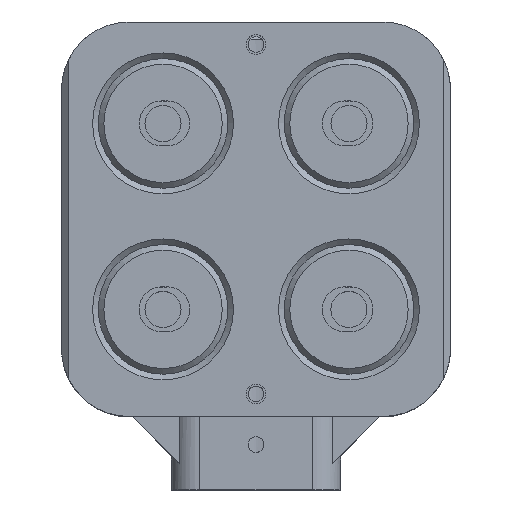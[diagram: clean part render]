
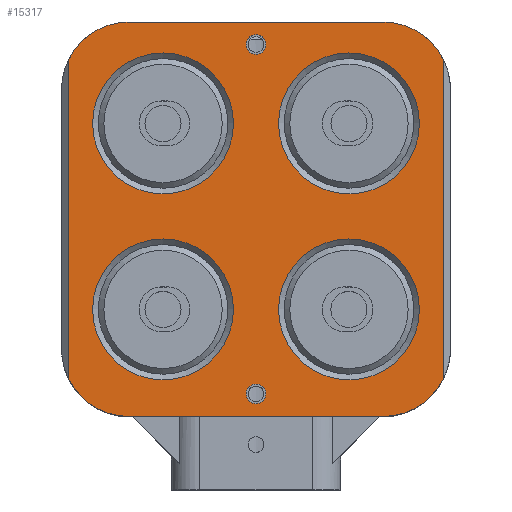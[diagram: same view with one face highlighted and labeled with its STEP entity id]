
A CAD part, top view. The second image highlights one B-rep face of the part: STEP entity #15317.
In plain terms, the highlighted planar face has unit normal (0, 0, 1).
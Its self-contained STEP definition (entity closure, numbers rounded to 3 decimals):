
#1322=FACE_BOUND('',#2730,.T.);
#1323=FACE_BOUND('',#2731,.T.);
#1324=FACE_BOUND('',#2732,.T.);
#1325=FACE_BOUND('',#2733,.T.);
#1326=FACE_BOUND('',#2734,.T.);
#1327=FACE_BOUND('',#2735,.T.);
#1452=PLANE('',#16231);
#1844=FACE_OUTER_BOUND('',#2729,.T.);
#2729=EDGE_LOOP('',(#10561,#10562,#10563,#10564,#10565,#10566,#10567,#10568));
#2730=EDGE_LOOP('',(#10569));
#2731=EDGE_LOOP('',(#10570));
#2732=EDGE_LOOP('',(#10571));
#2733=EDGE_LOOP('',(#10572));
#2734=EDGE_LOOP('',(#10573));
#2735=EDGE_LOOP('',(#10574));
#3744=LINE('',#20009,#5046);
#3745=LINE('',#20013,#5047);
#3746=LINE('',#20017,#5048);
#3747=LINE('',#20020,#5049);
#5046=VECTOR('',#17082,10.);
#5047=VECTOR('',#17085,10.);
#5048=VECTOR('',#17088,10.);
#5049=VECTOR('',#17091,10.);
#6340=CIRCLE('',#16212,12.5);
#6343=CIRCLE('',#16217,12.5);
#6346=CIRCLE('',#16222,12.5);
#6349=CIRCLE('',#16227,12.5);
#6352=CIRCLE('',#16232,12.);
#6353=CIRCLE('',#16233,12.);
#6354=CIRCLE('',#16234,12.);
#6355=CIRCLE('',#16235,12.);
#6356=CIRCLE('',#16236,1.75);
#6357=CIRCLE('',#16237,1.75);
#6588=VERTEX_POINT('',#19965);
#6591=VERTEX_POINT('',#19975);
#6594=VERTEX_POINT('',#19985);
#6597=VERTEX_POINT('',#19995);
#6600=VERTEX_POINT('',#20005);
#6601=VERTEX_POINT('',#20006);
#6602=VERTEX_POINT('',#20008);
#6603=VERTEX_POINT('',#20010);
#6604=VERTEX_POINT('',#20012);
#6605=VERTEX_POINT('',#20014);
#6606=VERTEX_POINT('',#20016);
#6607=VERTEX_POINT('',#20018);
#6608=VERTEX_POINT('',#20021);
#6609=VERTEX_POINT('',#20023);
#8155=EDGE_CURVE('',#6588,#6588,#6340,.T.);
#8160=EDGE_CURVE('',#6591,#6591,#6343,.T.);
#8165=EDGE_CURVE('',#6594,#6594,#6346,.T.);
#8170=EDGE_CURVE('',#6597,#6597,#6349,.T.);
#8175=EDGE_CURVE('',#6600,#6601,#6352,.T.);
#8176=EDGE_CURVE('',#6601,#6602,#3744,.T.);
#8177=EDGE_CURVE('',#6602,#6603,#6353,.T.);
#8178=EDGE_CURVE('',#6604,#6603,#3745,.T.);
#8179=EDGE_CURVE('',#6604,#6605,#6354,.T.);
#8180=EDGE_CURVE('',#6606,#6605,#3746,.T.);
#8181=EDGE_CURVE('',#6606,#6607,#6355,.T.);
#8182=EDGE_CURVE('',#6600,#6607,#3747,.T.);
#8183=EDGE_CURVE('',#6608,#6608,#6356,.T.);
#8184=EDGE_CURVE('',#6609,#6609,#6357,.T.);
#10561=ORIENTED_EDGE('',*,*,#8175,.T.);
#10562=ORIENTED_EDGE('',*,*,#8176,.T.);
#10563=ORIENTED_EDGE('',*,*,#8177,.T.);
#10564=ORIENTED_EDGE('',*,*,#8178,.F.);
#10565=ORIENTED_EDGE('',*,*,#8179,.T.);
#10566=ORIENTED_EDGE('',*,*,#8180,.F.);
#10567=ORIENTED_EDGE('',*,*,#8181,.T.);
#10568=ORIENTED_EDGE('',*,*,#8182,.F.);
#10569=ORIENTED_EDGE('',*,*,#8165,.T.);
#10570=ORIENTED_EDGE('',*,*,#8155,.T.);
#10571=ORIENTED_EDGE('',*,*,#8170,.T.);
#10572=ORIENTED_EDGE('',*,*,#8160,.T.);
#10573=ORIENTED_EDGE('',*,*,#8183,.T.);
#10574=ORIENTED_EDGE('',*,*,#8184,.T.);
#15317=ADVANCED_FACE('',(#1844,#1322,#1323,#1324,#1325,#1326,#1327),#1452,
 .T.);
#16212=AXIS2_PLACEMENT_3D('',#19966,#17032,#17033);
#16217=AXIS2_PLACEMENT_3D('',#19976,#17044,#17045);
#16222=AXIS2_PLACEMENT_3D('',#19986,#17056,#17057);
#16227=AXIS2_PLACEMENT_3D('',#19996,#17068,#17069);
#16231=AXIS2_PLACEMENT_3D('',#20004,#17078,#17079);
#16232=AXIS2_PLACEMENT_3D('',#20007,#17080,#17081);
#16233=AXIS2_PLACEMENT_3D('',#20011,#17083,#17084);
#16234=AXIS2_PLACEMENT_3D('',#20015,#17086,#17087);
#16235=AXIS2_PLACEMENT_3D('',#20019,#17089,#17090);
#16236=AXIS2_PLACEMENT_3D('',#20022,#17092,#17093);
#16237=AXIS2_PLACEMENT_3D('',#20024,#17094,#17095);
#17032=DIRECTION('center_axis',(0.,0.,
-1.));
#17033=DIRECTION('ref_axis',(1.,0.,0.));
#17044=DIRECTION('center_axis',(0.,0.,
-1.));
#17045=DIRECTION('ref_axis',(1.,0.,0.));
#17056=DIRECTION('center_axis',(0.,0.,
-1.));
#17057=DIRECTION('ref_axis',(1.,0.,0.));
#17068=DIRECTION('center_axis',(0.,0.,
-1.));
#17069=DIRECTION('ref_axis',(1.,0.,0.));
#17078=DIRECTION('center_axis',(0.,0.,
1.));
#17079=DIRECTION('ref_axis',(-1.,0.,0.));
#17080=DIRECTION('center_axis',(0.,0.,
1.));
#17081=DIRECTION('ref_axis',(0.,1.,0.));
#17082=DIRECTION('',(0.,-1.,0.));
#17083=DIRECTION('center_axis',(0.,0.,
1.));
#17084=DIRECTION('ref_axis',(-1.,0.,0.));
#17085=DIRECTION('',(-1.,0.,0.));
#17086=DIRECTION('center_axis',(0.,0.,
1.));
#17087=DIRECTION('ref_axis',(0.,-1.,0.));
#17088=DIRECTION('',(0.,-1.,0.));
#17089=DIRECTION('center_axis',(0.,0.,
1.));
#17090=DIRECTION('ref_axis',(1.,0.,0.));
#17091=DIRECTION('',(1.,0.,0.));
#17092=DIRECTION('center_axis',(0.,0.,
-1.));
#17093=DIRECTION('ref_axis',(1.,0.,0.));
#17094=DIRECTION('center_axis',(0.,0.,
-1.));
#17095=DIRECTION('ref_axis',(1.,0.,0.));
#19965=CARTESIAN_POINT('',(4.,-33.,27.5));
#19966=CARTESIAN_POINT('Origin',(16.5,-33.,27.5));
#19975=CARTESIAN_POINT('',(-29.,-33.,27.5));
#19976=CARTESIAN_POINT('Origin',(-16.5,-33.,27.5));
#19985=CARTESIAN_POINT('',(4.,0.,27.5));
#19986=CARTESIAN_POINT('Origin',(16.5,0.,27.5));
#19995=CARTESIAN_POINT('',(-29.,0.,27.5));
#19996=CARTESIAN_POINT('Origin',(-16.5,0.,27.5));
#20004=CARTESIAN_POINT('Origin',(33.3,18.,27.5));
#20005=CARTESIAN_POINT('',(-22.5,18.,27.5));
#20006=CARTESIAN_POINT('',(-33.3,11.231,27.5));
#20007=CARTESIAN_POINT('Origin',(-22.5,6.,27.5));
#20008=CARTESIAN_POINT('',(-33.3,-45.231,27.5));
#20009=CARTESIAN_POINT('',(-33.3,18.,27.5));
#20010=CARTESIAN_POINT('',(-22.5,-52.,27.5));
#20011=CARTESIAN_POINT('Origin',(-22.5,-40.,27.5));
#20012=CARTESIAN_POINT('',(22.5,-52.,27.5));
#20013=CARTESIAN_POINT('',(-33.3,-52.,27.5));
#20014=CARTESIAN_POINT('',(33.3,-45.231,27.5));
#20015=CARTESIAN_POINT('Origin',(22.5,-40.,27.5));
#20016=CARTESIAN_POINT('',(33.3,11.231,27.5));
#20017=CARTESIAN_POINT('',(33.3,18.,27.5));
#20018=CARTESIAN_POINT('',(22.5,18.,27.5));
#20019=CARTESIAN_POINT('Origin',(22.5,6.,27.5));
#20020=CARTESIAN_POINT('',(-33.3,18.,27.5));
#20021=CARTESIAN_POINT('',(-1.75,-48.,27.5));
#20022=CARTESIAN_POINT('Origin',(0.,-48.,27.5));
#20023=CARTESIAN_POINT('',(-1.75,14.,27.5));
#20024=CARTESIAN_POINT('Origin',(0.,14.,27.5));
